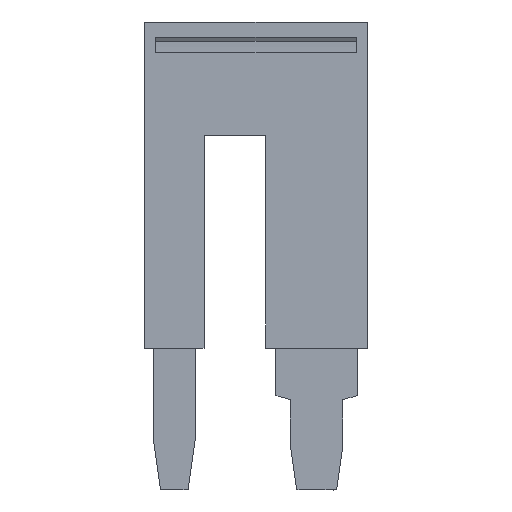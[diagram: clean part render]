
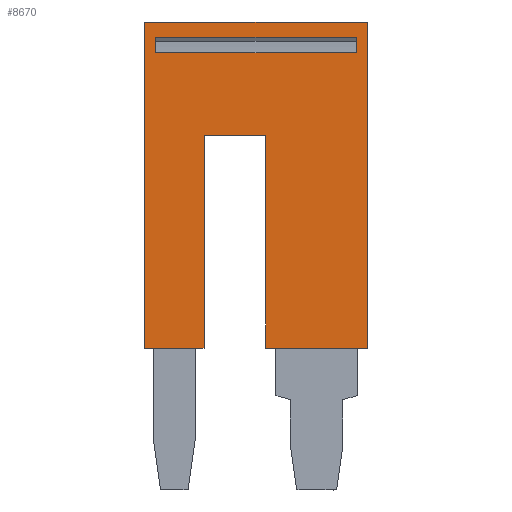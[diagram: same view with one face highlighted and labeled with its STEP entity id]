
A CAD part, front view. The second image highlights one B-rep face of the part: STEP entity #8670.
In plain terms, the highlighted face is planar.
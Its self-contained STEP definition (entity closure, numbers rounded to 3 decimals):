
#2940=CARTESIAN_POINT('',(2.607,-22.775,
53.16));
#2950=VERTEX_POINT('',#2940);
#3120=CARTESIAN_POINT('',(2.607,-22.775,
49.36));
#3130=VERTEX_POINT('',#3120);
#3160=CARTESIAN_POINT('',(2.607,-22.775,47.075))
;
#3170=DIRECTION('',(0.,0.,-1.));
#3180=VECTOR('',#3170,1.);
#3190=LINE('',#3160,#3180);
#3200=EDGE_CURVE('',#2950,#3130,#3190,.T.);
#6350=CARTESIAN_POINT('',(2.607,-22.775,
57.11));
#6360=VERTEX_POINT('',#6350);
#6530=CARTESIAN_POINT('',(2.607,-9.175,
57.11));
#6540=VERTEX_POINT('',#6530);
#6570=CARTESIAN_POINT('',(2.607,-12.305,57.11))
;
#6580=DIRECTION('',(0.,1.,0.));
#6590=VECTOR('',#6580,1.);
#6600=LINE('',#6570,#6590);
#6610=EDGE_CURVE('',#6360,#6540,#6600,.T.);
#7170=CARTESIAN_POINT('',(2.607,-9.175,
53.16));
#7180=VERTEX_POINT('',#7170);
#7210=CARTESIAN_POINT('',(2.607,-9.175,47.075));
#7220=DIRECTION('',(0.,0.,-1.));
#7230=VECTOR('',#7220,1.);
#7240=LINE('',#7210,#7230);
#7250=EDGE_CURVE('',#6540,#7180,#7240,.T.);
#7560=CARTESIAN_POINT('',(2.607,-22.775,
63.61));
#7570=VERTEX_POINT('',#7560);
#7600=CARTESIAN_POINT('',(2.607,-12.305,63.61))
;
#7610=DIRECTION('',(0.,1.,0.));
#7620=VECTOR('',#7610,1.);
#7630=LINE('',#7600,#7620);
#7640=CARTESIAN_POINT('',(2.607,-1.925,
63.61));
#7650=VERTEX_POINT('',#7640);
#7660=EDGE_CURVE('',#7570,#7650,#7630,.T.);
#7840=CARTESIAN_POINT('',(2.607,-8.977,
58.407));
#7850=DIRECTION('',(-1.,0.,0.));
#7860=DIRECTION('',(0.,-1.,0.));
#7870=AXIS2_PLACEMENT_3D('',#7840,#7850,#7860);
#7880=PLANE('',#7870);
#7890=ORIENTED_EDGE('',*,*,#7250,.F.);
#7900=CARTESIAN_POINT('',(2.607,-12.305,53.16))
;
#7910=DIRECTION('',(0.,-1.,0.));
#7920=VECTOR('',#7910,1.);
#7930=LINE('',#7900,#7920);
#7940=CARTESIAN_POINT('',(2.607,-18.175,
53.16));
#7950=VERTEX_POINT('',#7940);
#7960=EDGE_CURVE('',#7180,#7950,#7930,.T.);
#7970=ORIENTED_EDGE('',*,*,#7960,.F.);
#7980=CARTESIAN_POINT('',(2.607,-22.275,
53.16));
#7990=VERTEX_POINT('',#7980);
#8000=EDGE_CURVE('',#7950,#7990,#7930,.T.);
#8010=ORIENTED_EDGE('',*,*,#8000,.F.);
#8020=EDGE_CURVE('',#7990,#2950,#7930,.T.);
#8030=ORIENTED_EDGE('',*,*,#8020,.F.);
#8040=ORIENTED_EDGE('',*,*,#3200,.F.);
#8050=CARTESIAN_POINT('',(2.607,-12.305,49.36))
;
#8060=DIRECTION('',(0.,-1.,0.));
#8070=VECTOR('',#8060,1.);
#8080=LINE('',#8050,#8070);
#8090=CARTESIAN_POINT('',(2.607,-18.175,
49.36));
#8100=VERTEX_POINT('',#8090);
#8110=EDGE_CURVE('',#8100,#3130,#8080,.T.);
#8120=ORIENTED_EDGE('',*,*,#8110,.T.);
#8130=CARTESIAN_POINT('',(2.607,-1.925,
49.36));
#8140=VERTEX_POINT('',#8130);
#8150=EDGE_CURVE('',#8140,#8100,#8080,.T.);
#8160=ORIENTED_EDGE('',*,*,#8150,.T.);
#8170=CARTESIAN_POINT('',(2.607,-1.925,47.075));
#8180=DIRECTION('',(0.,0.,-1.));
#8190=VECTOR('',#8180,1.);
#8200=LINE('',#8170,#8190);
#8210=EDGE_CURVE('',#7650,#8140,#8200,.T.);
#8220=ORIENTED_EDGE('',*,*,#8210,.T.);
#8230=ORIENTED_EDGE('',*,*,#7660,.T.);
#8240=CARTESIAN_POINT('',(2.607,-22.775,47.075))
;
#8250=DIRECTION('',(0.,0.,-1.));
#8260=VECTOR('',#8250,1.);
#8270=LINE('',#8240,#8260);
#8280=EDGE_CURVE('',#7570,#6360,#8270,.T.);
#8290=ORIENTED_EDGE('',*,*,#8280,.F.);
#8300=ORIENTED_EDGE('',*,*,#6610,.F.);
#8310=EDGE_LOOP('',(#8300,#8290,#8230,#8220,#8160,#8120,#8040,#8030,
#8010,#7970,#7890));
#8320=FACE_OUTER_BOUND('',#8310,.T.);
#8330=CARTESIAN_POINT('',(2.607,-3.889,47.075))
;
#8340=DIRECTION('',(0.,0.,1.));
#8350=VECTOR('',#8340,1.);
#8360=LINE('',#8330,#8350);
#8370=CARTESIAN_POINT('',(2.607,-3.889,
50.06));
#8380=VERTEX_POINT('',#8370);
#8390=CARTESIAN_POINT('',(2.607,-3.889,
62.91));
#8400=VERTEX_POINT('',#8390);
#8410=EDGE_CURVE('',#8380,#8400,#8360,.T.);
#8420=ORIENTED_EDGE('',*,*,#8410,.F.);
#8430=CARTESIAN_POINT('',(2.607,-12.305,62.91))
;
#8440=DIRECTION('',(0.,-1.,0.));
#8450=VECTOR('',#8440,1.);
#8460=LINE('',#8430,#8450);
#8470=CARTESIAN_POINT('',(2.607,-2.891,
62.91));
#8480=VERTEX_POINT('',#8470);
#8490=EDGE_CURVE('',#8480,#8400,#8460,.T.);
#8500=ORIENTED_EDGE('',*,*,#8490,.T.);
#8510=CARTESIAN_POINT('',(2.607,-2.891,47.075))
;
#8520=DIRECTION('',(0.,0.,-1.));
#8530=VECTOR('',#8520,1.);
#8540=LINE('',#8510,#8530);
#8550=CARTESIAN_POINT('',(2.607,-2.891,
50.06));
#8560=VERTEX_POINT('',#8550);
#8570=EDGE_CURVE('',#8480,#8560,#8540,.T.);
#8580=ORIENTED_EDGE('',*,*,#8570,.F.);
#8590=CARTESIAN_POINT('',(2.607,-12.305,50.06))
;
#8600=DIRECTION('',(0.,-1.,0.));
#8610=VECTOR('',#8600,1.);
#8620=LINE('',#8590,#8610);
#8630=EDGE_CURVE('',#8560,#8380,#8620,.T.);
#8640=ORIENTED_EDGE('',*,*,#8630,.F.);
#8650=EDGE_LOOP('',(#8640,#8580,#8500,#8420));
#8660=FACE_BOUND('',#8650,.T.);
#8670=ADVANCED_FACE('',(#8320,#8660),#7880,.T.);
